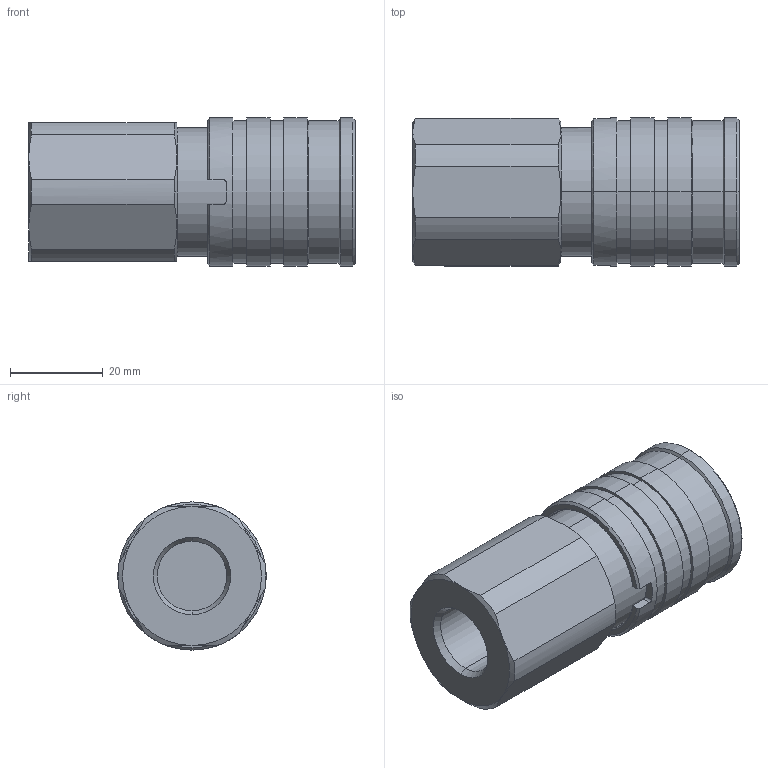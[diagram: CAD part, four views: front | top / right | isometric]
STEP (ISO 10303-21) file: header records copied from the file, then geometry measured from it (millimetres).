
FILE_DESCRIPTION (( 'STEP AP214' ), '1' );
FILE_NAME ('FEM-371-6FB.STEP', '2013-05-16T12:00:36', ( 'admin' ), ( 'Microsoft' ), 'SwSTEP 2.0', 'SolidWorks 2009', '' );
FILE_SCHEMA (( 'AUTOMOTIVE_DESIGN' ));
Length unit declared in the file: millimetre
Products named in the file (1): FEM-371-6FB
Bounding box: 70.5 x 32 x 32 mm (x, y, z)
Volume: 49920.1 mm3; surface area: 11439.1 mm2
Topology: 2 solids, 2 shells, 131 faces, 294 edges, 184 vertices
Faces by surface type: cylinder 53, plane 33, cone 32, bspline 13
Entity records: 5650 total; most frequent: CARTESIAN_POINT 1301, DIRECTION 619, ORIENTED_EDGE 590, EDGE_CURVE 295, AXIS2_PLACEMENT_3D 263, VERTEX_POINT 185, EDGE_LOOP 148, CIRCLE 144
